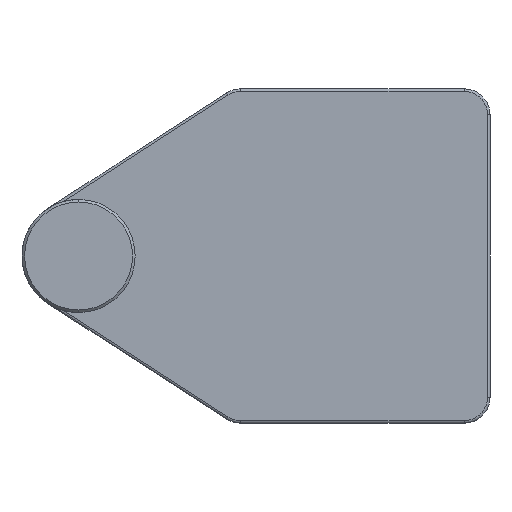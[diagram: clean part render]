
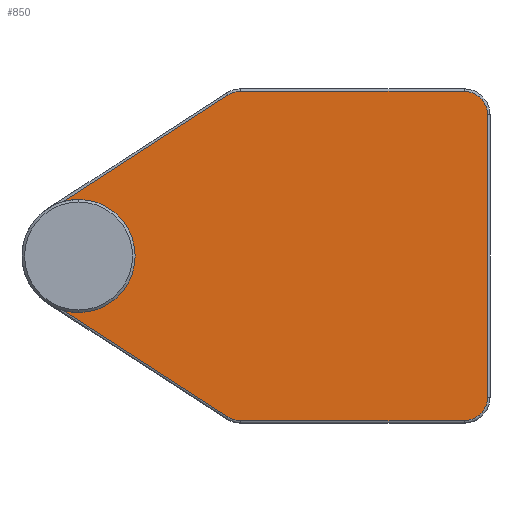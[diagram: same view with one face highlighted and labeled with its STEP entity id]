
A CAD part, front view. The second image highlights one B-rep face of the part: STEP entity #850.
In plain terms, the highlighted planar face has unit normal (0, -1, 0).
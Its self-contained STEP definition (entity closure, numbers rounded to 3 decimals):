
#2 = CIRCLE ( 'NONE', #1440, 0.9 ) ;
#10 = EDGE_CURVE ( 'NONE', #596, #52, #1423, .T. ) ;
#22 = CARTESIAN_POINT ( 'NONE',  ( 5.806, 3.75, 6.256 ) ) ;
#52 = VERTEX_POINT ( 'NONE', #356 ) ;
#83 = VERTEX_POINT ( 'NONE', #1017 ) ;
#90 = EDGE_CURVE ( 'NONE', #83, #762, #338, .T. ) ;
#123 = CARTESIAN_POINT ( 'NONE',  ( 6.295, 3.75, -6.4 ) ) ;
#129 = EDGE_CURVE ( 'NONE', #1387, #1460, #764, .T. ) ;
#150 = CARTESIAN_POINT ( 'NONE',  ( 15.9, 3.75, -5.5 ) ) ;
#178 = DIRECTION ( 'NONE',  ( 0., -1., 0. ) ) ;
#256 = EDGE_LOOP ( 'NONE', ( #991, #734, #444, #1516, #1128, #453, #298, #450, #572, #726, #1519, #1002 ) ) ;
#269 = AXIS2_PLACEMENT_3D ( 'NONE', #774, #178, #767 ) ;
#283 = EDGE_CURVE ( 'NONE', #1232, #1156, #1524, .T. ) ;
#284 = DIRECTION ( 'NONE',  ( 0., -1., 0. ) ) ;
#288 = CIRCLE ( 'NONE', #487, 0.9 ) ;
#291 = VECTOR ( 'NONE', #820, 1000. ) ;
#295 = EDGE_CURVE ( 'NONE', #762, #933, #451, .T. ) ;
#298 = ORIENTED_EDGE ( 'NONE', *, *, #90, .T. ) ;
#301 = CARTESIAN_POINT ( 'NONE',  ( -1.14, 3.75, 1.763 ) ) ;
#320 = CIRCLE ( 'NONE', #570, 2.2 ) ;
#323 = DIRECTION ( 'NONE',  ( 0., -1., 0. ) ) ;
#330 = DIRECTION ( 'NONE',  ( 0., 0., -1. ) ) ;
#338 = CIRCLE ( 'NONE', #540, 0.9 ) ;
#356 = CARTESIAN_POINT ( 'NONE',  ( 6.295, 3.75, 6.4 ) ) ;
#389 = DIRECTION ( 'NONE',  ( 0.84, 0., -0.543 ) ) ;
#406 = DIRECTION ( 'NONE',  ( 0., 0., -1. ) ) ;
#412 = LINE ( 'NONE', #1351, #1362 ) ;
#444 = ORIENTED_EDGE ( 'NONE', *, *, #608, .F. ) ;
#450 = ORIENTED_EDGE ( 'NONE', *, *, #295, .T. ) ;
#451 = LINE ( 'NONE', #579, #569 ) ;
#453 = ORIENTED_EDGE ( 'NONE', *, *, #1130, .T. ) ;
#476 = EDGE_CURVE ( 'NONE', #566, #1477, #320, .T. ) ;
#477 = CARTESIAN_POINT ( 'NONE',  ( 0., 3.75, 2.2 ) ) ;
#487 = AXIS2_PLACEMENT_3D ( 'NONE', #1405, #323, #330 ) ;
#505 = EDGE_CURVE ( 'NONE', #1477, #1413, #751, .T. ) ;
#523 = CARTESIAN_POINT ( 'NONE',  ( 15.9, 3.75, 5.5 ) ) ;
#540 = AXIS2_PLACEMENT_3D ( 'NONE', #640, #655, #1481 ) ;
#560 = CARTESIAN_POINT ( 'NONE',  ( 15., 3.75, 6.4 ) ) ;
#566 = VERTEX_POINT ( 'NONE', #828 ) ;
#569 = VECTOR ( 'NONE', #1539, 1000. ) ;
#570 = AXIS2_PLACEMENT_3D ( 'NONE', #710, #1066, #599 ) ;
#572 = ORIENTED_EDGE ( 'NONE', *, *, #1206, .T. ) ;
#579 = CARTESIAN_POINT ( 'NONE',  ( 0., 3.75, -6.4 ) ) ;
#587 = AXIS2_PLACEMENT_3D ( 'NONE', #1344, #768, #406 ) ;
#588 = VECTOR ( 'NONE', #829, 1000. ) ;
#596 = VERTEX_POINT ( 'NONE', #560 ) ;
#599 = DIRECTION ( 'NONE',  ( 0., 0., -1. ) ) ;
#608 = EDGE_CURVE ( 'NONE', #1413, #1460, #1543, .T. ) ;
#640 = CARTESIAN_POINT ( 'NONE',  ( 6.295, 3.75, -5.5 ) ) ;
#655 = DIRECTION ( 'NONE',  ( 0., -1., 0. ) ) ;
#710 = CARTESIAN_POINT ( 'NONE',  ( 0., 3.75, 0. ) ) ;
#726 = ORIENTED_EDGE ( 'NONE', *, *, #283, .T. ) ;
#734 = ORIENTED_EDGE ( 'NONE', *, *, #129, .T. ) ;
#747 = CIRCLE ( 'NONE', #587, 0.9 ) ;
#751 = CIRCLE ( 'NONE', #1337, 2.2 ) ;
#756 = DIRECTION ( 'NONE',  ( 0., -1., 0. ) ) ;
#761 = PLANE ( 'NONE',  #269 ) ;
#762 = VERTEX_POINT ( 'NONE', #123 ) ;
#764 = LINE ( 'NONE', #301, #1118 ) ;
#767 = DIRECTION ( 'NONE',  ( 0., 0., -1. ) ) ;
#768 = DIRECTION ( 'NONE',  ( 0., -1., 0. ) ) ;
#774 = CARTESIAN_POINT ( 'NONE',  ( 0., 3.75, 0. ) ) ;
#820 = DIRECTION ( 'NONE',  ( -1., 0., 0. ) ) ;
#828 = CARTESIAN_POINT ( 'NONE',  ( -0.59, 3.75, -2.119 ) ) ;
#829 = DIRECTION ( 'NONE',  ( 0., 0., 1. ) ) ;
#850 = ADVANCED_FACE ( 'NONE', ( #1330 ), #761, .T. ) ;
#933 = VERTEX_POINT ( 'NONE', #1014 ) ;
#940 = DIRECTION ( 'NONE',  ( 0., -1., 0. ) ) ;
#969 = AXIS2_PLACEMENT_3D ( 'NONE', #1371, #756, #1385 ) ;
#991 = ORIENTED_EDGE ( 'NONE', *, *, #1102, .T. ) ;
#1002 = ORIENTED_EDGE ( 'NONE', *, *, #10, .T. ) ;
#1014 = CARTESIAN_POINT ( 'NONE',  ( 15., 3.75, -6.4 ) ) ;
#1017 = CARTESIAN_POINT ( 'NONE',  ( 5.806, 3.75, -6.256 ) ) ;
#1023 = CARTESIAN_POINT ( 'NONE',  ( -0.59, 3.75, 2.119 ) ) ;
#1066 = DIRECTION ( 'NONE',  ( 0., -1., 0. ) ) ;
#1102 = EDGE_CURVE ( 'NONE', #52, #1387, #288, .T. ) ;
#1103 = DIRECTION ( 'NONE',  ( 0., 0., -1. ) ) ;
#1118 = VECTOR ( 'NONE', #1236, 1000. ) ;
#1128 = ORIENTED_EDGE ( 'NONE', *, *, #476, .F. ) ;
#1130 = EDGE_CURVE ( 'NONE', #566, #83, #412, .T. ) ;
#1144 = CARTESIAN_POINT ( 'NONE',  ( 0., 3.75, -2.2 ) ) ;
#1156 = VERTEX_POINT ( 'NONE', #523 ) ;
#1179 = EDGE_CURVE ( 'NONE', #1156, #596, #2, .T. ) ;
#1181 = CARTESIAN_POINT ( 'NONE',  ( 0., 3.75, 6.4 ) ) ;
#1206 = EDGE_CURVE ( 'NONE', #933, #1232, #747, .T. ) ;
#1232 = VERTEX_POINT ( 'NONE', #150 ) ;
#1236 = DIRECTION ( 'NONE',  ( -0.84, 0., -0.543 ) ) ;
#1291 = CARTESIAN_POINT ( 'NONE',  ( 15.9, 3.75, 0. ) ) ;
#1310 = CARTESIAN_POINT ( 'NONE',  ( 0., 3.75, 0. ) ) ;
#1330 = FACE_OUTER_BOUND ( 'NONE', #256, .T. ) ;
#1337 = AXIS2_PLACEMENT_3D ( 'NONE', #1310, #940, #1415 ) ;
#1344 = CARTESIAN_POINT ( 'NONE',  ( 15., 3.75, -5.5 ) ) ;
#1351 = CARTESIAN_POINT ( 'NONE',  ( -1.14, 3.75, -1.763 ) ) ;
#1362 = VECTOR ( 'NONE', #389, 1000. ) ;
#1371 = CARTESIAN_POINT ( 'NONE',  ( 0., 3.75, 0. ) ) ;
#1385 = DIRECTION ( 'NONE',  ( 0., 0., -1. ) ) ;
#1387 = VERTEX_POINT ( 'NONE', #22 ) ;
#1405 = CARTESIAN_POINT ( 'NONE',  ( 6.295, 3.75, 5.5 ) ) ;
#1413 = VERTEX_POINT ( 'NONE', #477 ) ;
#1415 = DIRECTION ( 'NONE',  ( 0., 0., -1. ) ) ;
#1423 = LINE ( 'NONE', #1181, #291 ) ;
#1440 = AXIS2_PLACEMENT_3D ( 'NONE', #1480, #284, #1103 ) ;
#1460 = VERTEX_POINT ( 'NONE', #1023 ) ;
#1477 = VERTEX_POINT ( 'NONE', #1144 ) ;
#1480 = CARTESIAN_POINT ( 'NONE',  ( 15., 3.75, 5.5 ) ) ;
#1481 = DIRECTION ( 'NONE',  ( 0., 0., -1. ) ) ;
#1516 = ORIENTED_EDGE ( 'NONE', *, *, #505, .F. ) ;
#1519 = ORIENTED_EDGE ( 'NONE', *, *, #1179, .T. ) ;
#1524 = LINE ( 'NONE', #1291, #588 ) ;
#1539 = DIRECTION ( 'NONE',  ( 1., 0., 0. ) ) ;
#1543 = CIRCLE ( 'NONE', #969, 2.2 ) ;
